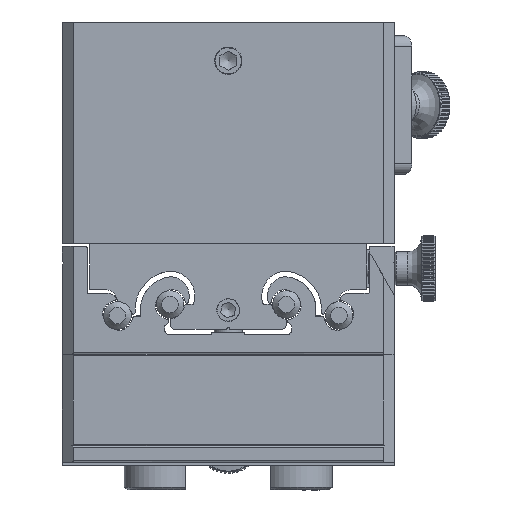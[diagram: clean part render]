
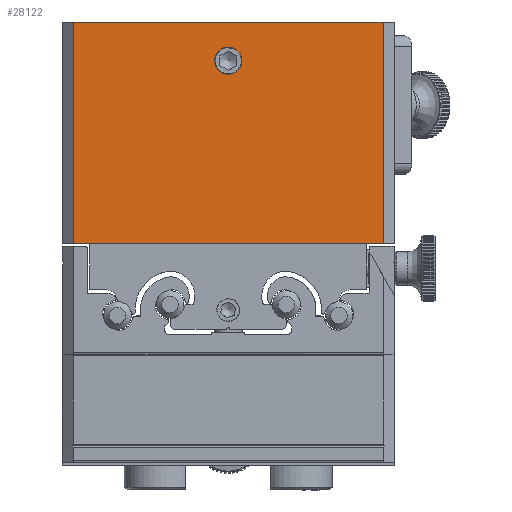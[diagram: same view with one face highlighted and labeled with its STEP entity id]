
A CAD part, left-side view. The second image highlights one B-rep face of the part: STEP entity #28122.
In plain terms, the highlighted planar face has unit normal (-1, 0, 0).
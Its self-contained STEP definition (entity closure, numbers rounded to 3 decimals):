
#24718=CARTESIAN_POINT('',(-29.998,-27.998,0.0));
#24719=VERTEX_POINT('',#24718);
#24726=CARTESIAN_POINT('',(-29.998,28.002,0.0));
#24727=VERTEX_POINT('',#24726);
#24728=CARTESIAN_POINT('',(-29.998,28.002,0.0));
#24729=DIRECTION('',(0.0,-1.0,0.0));
#24730=VECTOR('',#24729,56.);
#24731=LINE('',#24728,#24730);
#24732=EDGE_CURVE('',#24727,#24719,#24731,.T.);
#25626=CARTESIAN_POINT('',(-29.998,0.0,35.459));
#25627=VERTEX_POINT('',#25626);
#25628=CARTESIAN_POINT('',(-29.998,0.0,33.0));
#25629=DIRECTION('',(1.0,0.0,0.0));
#25630=DIRECTION('',(0.0,0.0,1.0));
#25631=AXIS2_PLACEMENT_3D('',#25628,#25629,#25630);
#25632=CIRCLE('',#25631,2.459);
#25633=EDGE_CURVE('',#25627,#25627,#25632,.T.);
#28017=CARTESIAN_POINT('',(-29.998,28.002,40.0));
#28018=VERTEX_POINT('',#28017);
#28027=CARTESIAN_POINT('',(-29.998,28.002,0.0));
#28028=DIRECTION('',(0.0,0.0,1.0));
#28029=VECTOR('',#28028,40.0);
#28030=LINE('',#28027,#28029);
#28031=EDGE_CURVE('',#24727,#28018,#28030,.T.);
#28084=CARTESIAN_POINT('',(-29.998,-27.998,40.0));
#28085=VERTEX_POINT('',#28084);
#28092=CARTESIAN_POINT('',(-29.998,-27.998,0.0));
#28093=DIRECTION('',(0.0,0.0,1.0));
#28094=VECTOR('',#28093,40.0);
#28095=LINE('',#28092,#28094);
#28096=EDGE_CURVE('',#24719,#28085,#28095,.T.);
#28103=CARTESIAN_POINT('',(-29.998,-27.998,0.0));
#28104=DIRECTION('',(-1.0,0.0,0.0));
#28105=DIRECTION('',(0.0,0.0,1.0));
#28106=AXIS2_PLACEMENT_3D('',#28103,#28104,#28105);
#28107=PLANE('',#28106);
#28108=CARTESIAN_POINT('',(-29.998,-27.998,40.0));
#28109=DIRECTION('',(0.0,1.0,0.0));
#28110=VECTOR('',#28109,56.);
#28111=LINE('',#28108,#28110);
#28112=EDGE_CURVE('',#28085,#28018,#28111,.T.);
#28113=ORIENTED_EDGE('',*,*,#28112,.T.);
#28114=ORIENTED_EDGE('',*,*,#28031,.F.);
#28115=ORIENTED_EDGE('',*,*,#24732,.T.);
#28116=ORIENTED_EDGE('',*,*,#28096,.T.);
#28117=EDGE_LOOP('',(#28113,#28114,#28115,#28116));
#28118=FACE_OUTER_BOUND('',#28117,.T.);
#28119=ORIENTED_EDGE('',*,*,#25633,.T.);
#28120=EDGE_LOOP('',(#28119));
#28121=FACE_BOUND('',#28120,.T.);
#28122=ADVANCED_FACE('',(#28118,#28121),#28107,.T.);
